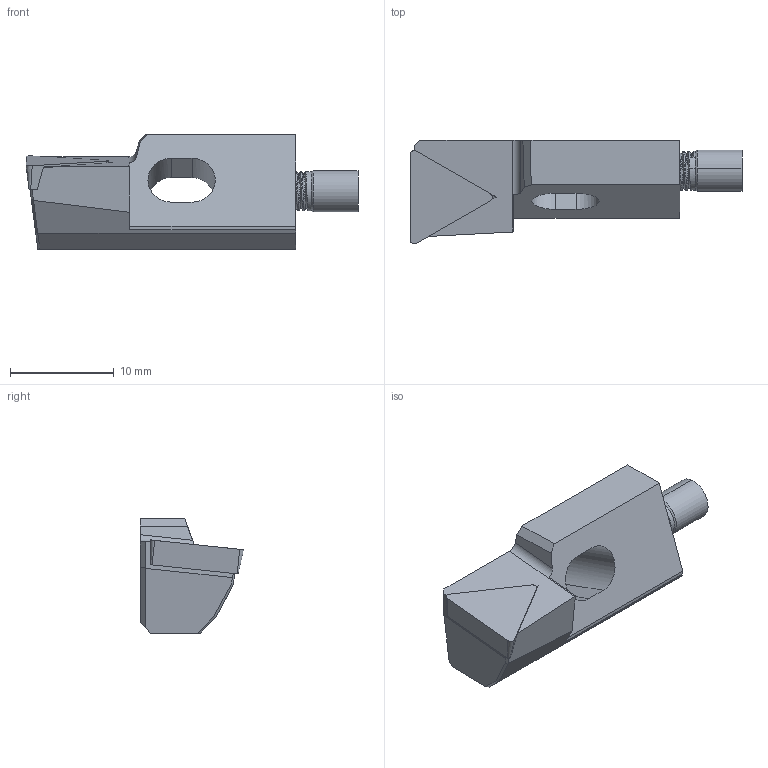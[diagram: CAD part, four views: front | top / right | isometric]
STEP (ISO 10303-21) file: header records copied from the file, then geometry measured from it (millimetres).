
FILE_DESCRIPTION (( 'STEP AP214' ), '1' );
FILE_NAME ('STFCR-08CA-09-LIGHT.STP', '2023-11-08T12:35:31', ( '' ), ( '' ), 'SwSTEP 2.0', 'SolidWorks 2018', '' );
FILE_SCHEMA (( 'AUTOMOTIVE_DESIGN' ));
Length unit declared in the file: millimetre
Products named in the file (1): STFCR-08CA-09-LIGHT
Bounding box: 32 x 10 x 11 mm (x, y, z)
Volume: 1621.7 mm3; surface area: 1264.2 mm2
Topology: 2 solids, 2 shells, 53 faces, 140 edges, 92 vertices
Faces by surface type: plane 33, cylinder 11, cone 6, bspline 3
Entity records: 3326 total; most frequent: CARTESIAN_POINT 1440, ORIENTED_EDGE 280, DIRECTION 236, EDGE_CURVE 140, VECTOR 98, LINE 98, VERTEX_POINT 92, AXIS2_PLACEMENT_3D 69
